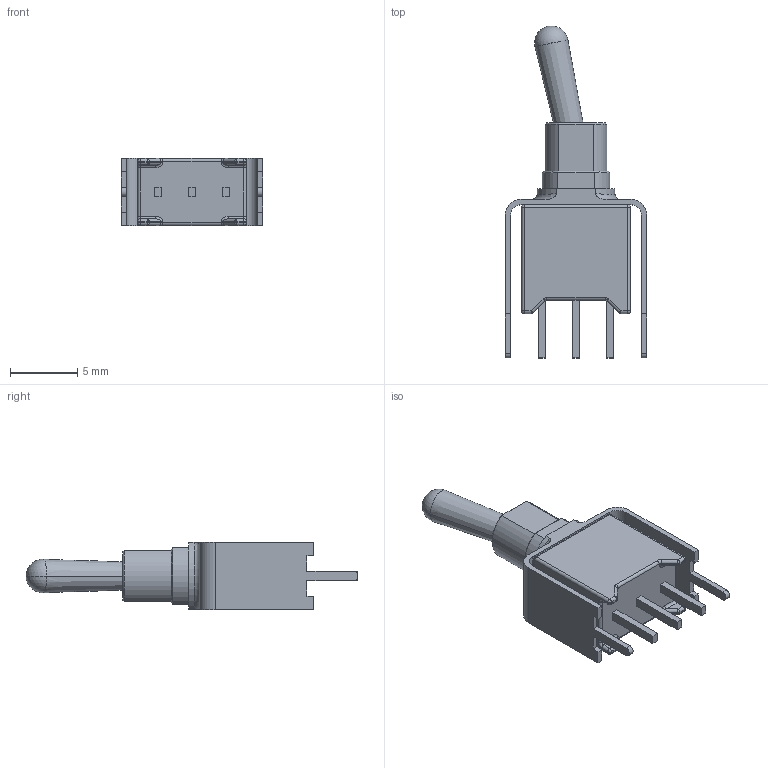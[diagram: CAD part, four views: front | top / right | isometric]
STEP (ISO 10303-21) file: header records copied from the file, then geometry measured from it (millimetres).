
FILE_DESCRIPTION (( 'STEP AP203' ), '1' );
FILE_NAME ('TL39P0 with Bracket Medium Lever.STEP', '2022-09-11T18:40:37', ( '' ), ( '' ), 'SwSTEP 2.0', 'SolidWorks 2020', '' );
FILE_SCHEMA (( 'CONFIG_CONTROL_DESIGN' ));
Length unit declared in the file: millimetre
Products named in the file (1): TL39P0 with Bracket Medium Lever
Bounding box: 10.56 x 24.71 x 5 mm (x, y, z)
Volume: 458.7 mm3; surface area: 709.3 mm2
Topology: 1 solids, 1 shells, 207 faces, 500 edges, 277 vertices
Faces by surface type: cylinder 71, plane 71, sphere 28, torus 25, bspline 6, cone 6
Entity records: 5916 total; most frequent: CARTESIAN_POINT 1153, DIRECTION 1047, ORIENTED_EDGE 942, EDGE_CURVE 471, AXIS2_PLACEMENT_3D 398, VERTEX_POINT 274, VECTOR 251, LINE 251
